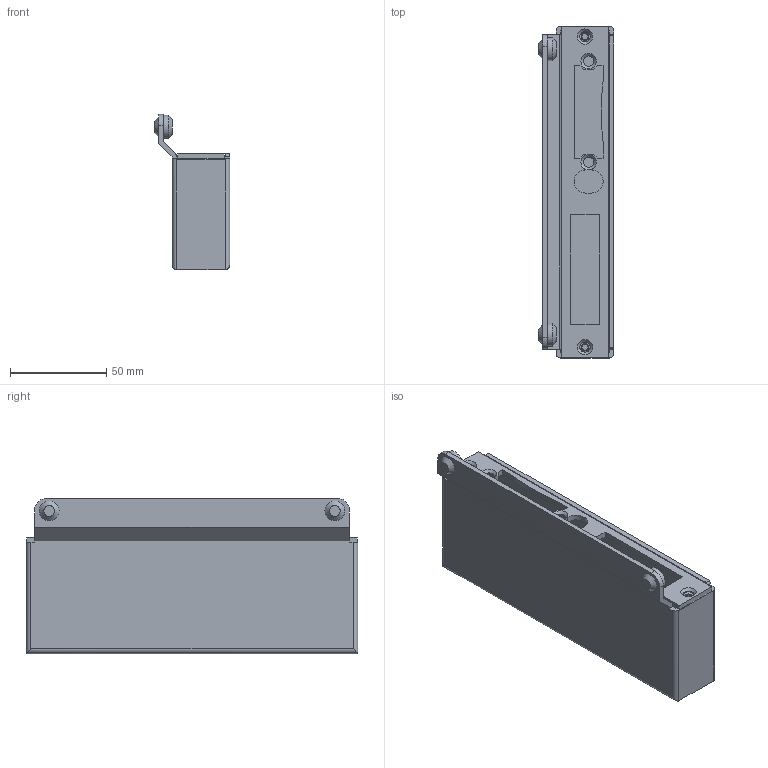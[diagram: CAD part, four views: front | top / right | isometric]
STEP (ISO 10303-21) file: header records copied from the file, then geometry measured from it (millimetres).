
FILE_DESCRIPTION(/* description */ ('STEP AP203'),/* implementation_level */ '2;1');
FILE_NAME(/* name */ 'AMF14746',/* time_stamp */ '2023-03-02T09:29:57+01:00',/* author */ ('License CC BY-ND 4.0'),/* organization */ ('CADENAS'),/* preprocessor_version */ 'ST-DEVELOPER v18.102',/* originating_system */ 'PARTsolutions',/* authorisation */ ' ');
FILE_SCHEMA (('CONFIG_CONTROL_DESIGN'));
Length unit declared in the file: millimetre
Products named in the file (3): AMF14746; AMF553131; AMF14746-01
Assembly tree (2 placements, depth 2):
  AMF14746
    AMF553131
    AMF14746-01
Bounding box: 39.3 x 172 x 80.5 mm (x, y, z)
Volume: 88492.3 mm3; surface area: 71983.6 mm2
Topology: 2 solids, 2 shells, 107 faces, 275 edges, 178 vertices
Faces by surface type: plane 71, cylinder 22, cone 14
Full cylindrical faces by diameter (mm): 3.242 x2, 5.3 x4, 12 x2
Entity records: 3646 total; most frequent: CARTESIAN_POINT 533, DIRECTION 525, ORIENTED_EDGE 498, EDGE_CURVE 249, LINE 193, VECTOR 193, VERTEX_POINT 174, AXIS2_PLACEMENT_3D 166
